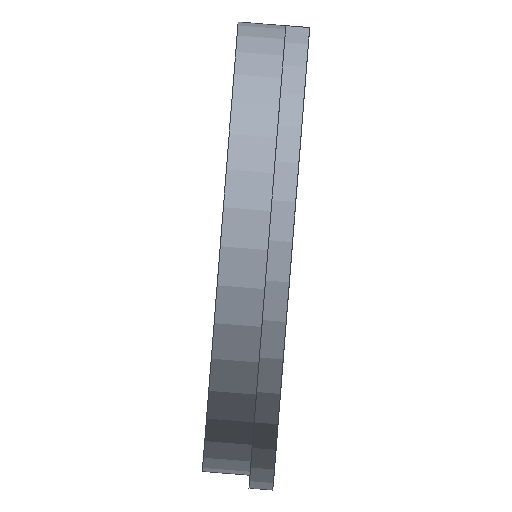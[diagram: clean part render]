
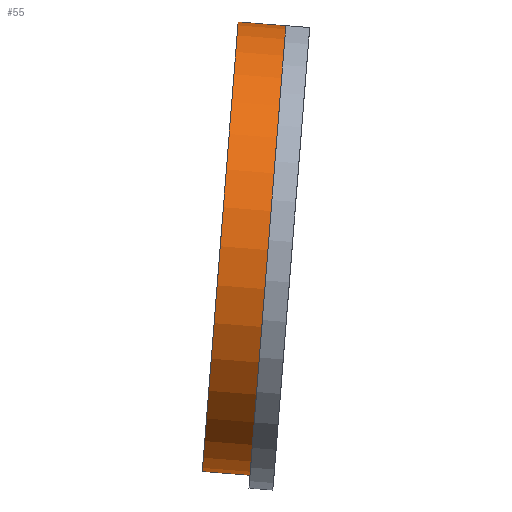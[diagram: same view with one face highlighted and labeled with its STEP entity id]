
A CAD part, top view. The second image highlights one B-rep face of the part: STEP entity #55.
In plain terms, the highlighted cylindrical face has radius 14.961 mm (diameter 29.921 mm), a partial arc.
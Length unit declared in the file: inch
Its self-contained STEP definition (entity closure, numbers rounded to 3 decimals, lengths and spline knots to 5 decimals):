
#19 = VERTEX_POINT ( 'NONE', #785 ) ;
#39 = ORIENTED_EDGE ( 'NONE', *, *, #733, .T. ) ;
#44 = EDGE_CURVE ( 'NONE', #205, #514, #693, .T. ) ;
#54 = DIRECTION ( 'NONE',  ( -0.08, -0.997, 0. ) ) ;
#55 = ADVANCED_FACE ( 'NONE', ( #530 ), #338, .T. ) ;
#56 = DIRECTION ( 'NONE',  ( 0.997, -0.08, 0. ) ) ;
#61 = DIRECTION ( 'NONE',  ( 0.997, -0.08, 0. ) ) ;
#141 = LINE ( 'NONE', #201, #692 ) ;
#156 = ORIENTED_EDGE ( 'NONE', *, *, #777, .F. ) ;
#172 = CARTESIAN_POINT ( 'NONE',  ( 9.06344, -0.38532, 1.69977 ) ) ;
#201 = CARTESIAN_POINT ( 'NONE',  ( 9.0166, -0.97245, 1.69977 ) ) ;
#205 = VERTEX_POINT ( 'NONE', #651 ) ;
#210 = CARTESIAN_POINT ( 'NONE',  ( 9.18804, -0.39526, 1.69977 ) ) ;
#273 = CARTESIAN_POINT ( 'NONE',  ( 9.11028, 0.20182, 1.69977 ) ) ;
#275 = AXIS2_PLACEMENT_3D ( 'NONE', #210, #279, #54 ) ;
#279 = DIRECTION ( 'NONE',  ( 0.997, -0.08, 0. ) ) ;
#306 = CARTESIAN_POINT ( 'NONE',  ( 9.14121, -0.98239, 1.69977 ) ) ;
#309 = VERTEX_POINT ( 'NONE', #306 ) ;
#328 = DIRECTION ( 'NONE',  ( 0.997, -0.08, 0. ) ) ;
#338 = CYLINDRICAL_SURFACE ( 'NONE', #668, 0.589 ) ;
#453 = CIRCLE ( 'NONE', #854, 0.589 ) ;
#512 = EDGE_CURVE ( 'NONE', #205, #19, #453, .T. ) ;
#514 = VERTEX_POINT ( 'NONE', #831 ) ;
#530 = FACE_OUTER_BOUND ( 'NONE', #907, .T. ) ;
#542 = DIRECTION ( 'NONE',  ( 0.08, 0.997, 0. ) ) ;
#600 = ORIENTED_EDGE ( 'NONE', *, *, #44, .F. ) ;
#651 = CARTESIAN_POINT ( 'NONE',  ( 9.11028, 0.20182, 1.69977 ) ) ;
#668 = AXIS2_PLACEMENT_3D ( 'NONE', #780, #56, #542 ) ;
#679 = DIRECTION ( 'NONE',  ( 0.08, 0.997, 0. ) ) ;
#692 = VECTOR ( 'NONE', #61, 39.37008 ) ;
#693 = LINE ( 'NONE', #273, #853 ) ;
#726 = CIRCLE ( 'NONE', #275, 0.589 ) ;
#733 = EDGE_CURVE ( 'NONE', #19, #309, #141, .T. ) ;
#752 = ORIENTED_EDGE ( 'NONE', *, *, #512, .T. ) ;
#777 = EDGE_CURVE ( 'NONE', #514, #309, #726, .T. ) ;
#778 = DIRECTION ( 'NONE',  ( 0.997, -0.08, 0. ) ) ;
#780 = CARTESIAN_POINT ( 'NONE',  ( 9.06344, -0.38532, 1.69977 ) ) ;
#785 = CARTESIAN_POINT ( 'NONE',  ( 9.0166, -0.97245, 1.69977 ) ) ;
#831 = CARTESIAN_POINT ( 'NONE',  ( 9.23488, 0.19188, 1.69977 ) ) ;
#853 = VECTOR ( 'NONE', #778, 39.37008 ) ;
#854 = AXIS2_PLACEMENT_3D ( 'NONE', #172, #328, #679 ) ;
#907 = EDGE_LOOP ( 'NONE', ( #752, #39, #156, #600 ) ) ;
